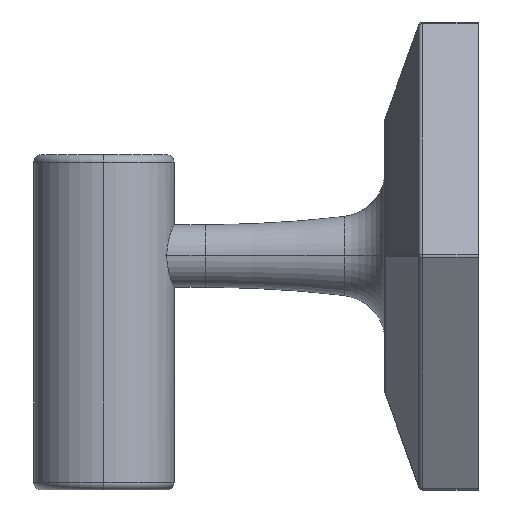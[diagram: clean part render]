
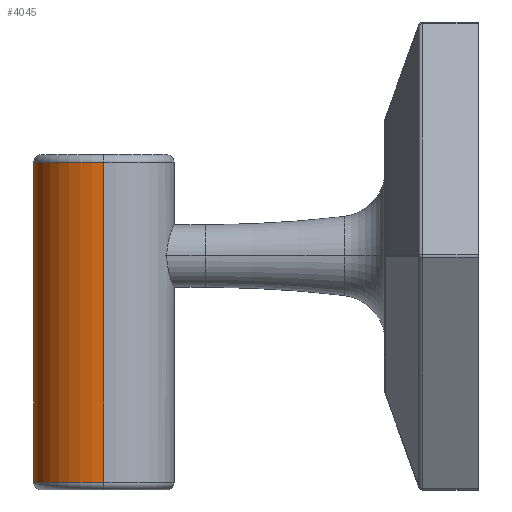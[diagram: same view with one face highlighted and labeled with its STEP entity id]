
A CAD part, left-side view. The second image highlights one B-rep face of the part: STEP entity #4045.
In plain terms, the highlighted cylindrical face has radius 9 mm (diameter 18 mm), a partial arc.
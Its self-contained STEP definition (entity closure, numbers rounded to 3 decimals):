
#90 = AXIS2_PLACEMENT_3D ( 'NONE', #4835, #4849, #4838 ) ;
#931 = VECTOR ( 'NONE', #2529, 1000. ) ;
#946 = VECTOR ( 'NONE', #3562, 1000. ) ;
#969 = CIRCLE ( 'NONE', #999, 9. ) ;
#985 = CIRCLE ( 'NONE', #994, 9. ) ;
#994 = AXIS2_PLACEMENT_3D ( 'NONE', #3626, #3643, #3638 ) ;
#999 = AXIS2_PLACEMENT_3D ( 'NONE', #3682, #3700, #3699 ) ;
#1822 = CARTESIAN_POINT ( 'NONE',  ( -9., 40.5, -29. ) ) ;
#1839 = CARTESIAN_POINT ( 'NONE',  ( 9., 40.5, 12. ) ) ;
#1941 = CARTESIAN_POINT ( 'NONE',  ( 9., 40.5, -29. ) ) ;
#1946 = CARTESIAN_POINT ( 'NONE',  ( -9., 40.5, 12. ) ) ;
#1975 = FACE_OUTER_BOUND ( 'NONE', #5545, .T. ) ;
#1994 = CYLINDRICAL_SURFACE ( 'NONE', #90, 9. ) ;
#2521 = CARTESIAN_POINT ( 'NONE',  ( 9., 40.5, -31.397 ) ) ;
#2529 = DIRECTION ( 'NONE',  ( 0., 0., -1. ) ) ;
#3146 = EDGE_CURVE ( 'NONE', #6333, #6317, #6620, .T. ) ;
#3163 = EDGE_CURVE ( 'NONE', #6324, #6328, #6602, .T. ) ;
#3179 = EDGE_CURVE ( 'NONE', #6328, #6317, #985, .T. ) ;
#3188 = EDGE_CURVE ( 'NONE', #6324, #6333, #969, .T. ) ;
#3562 = DIRECTION ( 'NONE',  ( 0., 0., -1. ) ) ;
#3567 = CARTESIAN_POINT ( 'NONE',  ( -9., 40.5, -31.397 ) ) ;
#3626 = CARTESIAN_POINT ( 'NONE',  ( 0., 40.5, -29. ) ) ;
#3638 = DIRECTION ( 'NONE',  ( 1., 0., 0. ) ) ;
#3643 = DIRECTION ( 'NONE',  ( 0., 0., -1. ) ) ;
#3682 = CARTESIAN_POINT ( 'NONE',  ( 0., 40.5, 12. ) ) ;
#3699 = DIRECTION ( 'NONE',  ( 1., 0., 0. ) ) ;
#3700 = DIRECTION ( 'NONE',  ( 0., 0., -1. ) ) ;
#4045 = ADVANCED_FACE ( 'NONE', ( #1975 ), #1994, .T. ) ;
#4835 = CARTESIAN_POINT ( 'NONE',  ( 0., 40.5, -31.397 ) ) ;
#4838 = DIRECTION ( 'NONE',  ( 1., 0., 0. ) ) ;
#4849 = DIRECTION ( 'NONE',  ( 0., 0., -1. ) ) ;
#5545 = EDGE_LOOP ( 'NONE', ( #7067, #7071, #7062, #7076 ) ) ;
#6317 = VERTEX_POINT ( 'NONE', #1941 ) ;
#6324 = VERTEX_POINT ( 'NONE', #1946 ) ;
#6328 = VERTEX_POINT ( 'NONE', #1822 ) ;
#6333 = VERTEX_POINT ( 'NONE', #1839 ) ;
#6602 = LINE ( 'NONE', #3567, #946 ) ;
#6620 = LINE ( 'NONE', #2521, #931 ) ;
#7062 = ORIENTED_EDGE ( 'NONE', *, *, #3146, .T. ) ;
#7067 = ORIENTED_EDGE ( 'NONE', *, *, #3163, .F. ) ;
#7071 = ORIENTED_EDGE ( 'NONE', *, *, #3188, .T. ) ;
#7076 = ORIENTED_EDGE ( 'NONE', *, *, #3179, .F. ) ;
